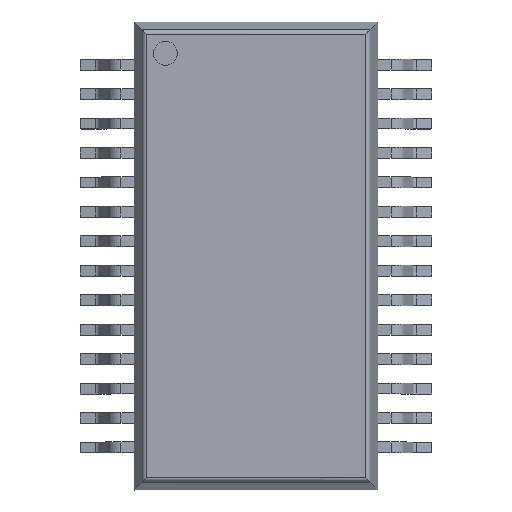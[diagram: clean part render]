
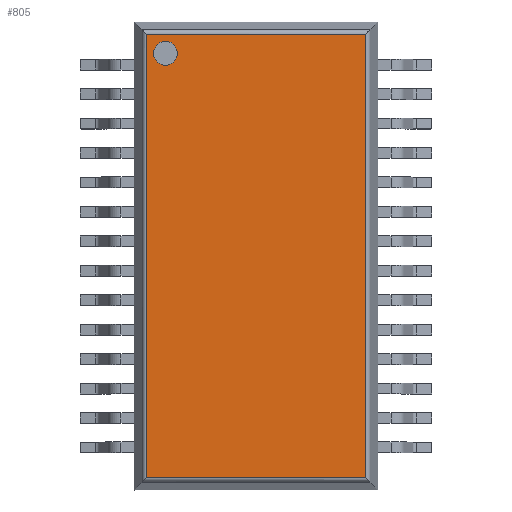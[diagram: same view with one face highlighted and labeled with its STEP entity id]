
A CAD part, top view. The second image highlights one B-rep face of the part: STEP entity #805.
In plain terms, the highlighted face is planar.
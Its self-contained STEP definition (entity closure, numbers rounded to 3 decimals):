
#805 = ADVANCED_FACE ( 'NONE', ( #5079, #4994 ), #16451, .F. ) ;
#923 = VERTEX_POINT ( 'NONE', #8038 ) ;
#939 = VERTEX_POINT ( 'NONE', #8049 ) ;
#956 = VERTEX_POINT ( 'NONE', #8062 ) ;
#984 = VERTEX_POINT ( 'NONE', #8082 ) ;
#1006 = VERTEX_POINT ( 'NONE', #8098 ) ;
#1024 = VERTEX_POINT ( 'NONE', #8112 ) ;
#3120 = VECTOR ( 'NONE', #6969, 1000. ) ;
#3153 = VECTOR ( 'NONE', #6975, 1000. ) ;
#3207 = AXIS2_PLACEMENT_3D ( 'NONE', #6927, #6937, #6938 ) ;
#3209 = VECTOR ( 'NONE', #6933, 1000. ) ;
#3238 = VECTOR ( 'NONE', #6919, 1000. ) ;
#4794 = EDGE_CURVE ( 'NONE', #923, #939, #6917, .T. ) ;
#4798 = EDGE_CURVE ( 'NONE', #956, #1006, #6931, .T. ) ;
#4800 = EDGE_CURVE ( 'NONE', #984, #1024, #18786, .T. ) ;
#4806 = EDGE_CURVE ( 'NONE', #1006, #923, #6967, .T. ) ;
#4808 = EDGE_CURVE ( 'NONE', #939, #956, #6973, .T. ) ;
#4840 = EDGE_CURVE ( 'NONE', #1024, #984, #18796, .T. ) ;
#4994 = FACE_OUTER_BOUND ( 'NONE', #15583, .T. ) ;
#5079 = FACE_BOUND ( 'NONE', #15576, .T. ) ;
#5173 = AXIS2_PLACEMENT_3D ( 'NONE', #16452, #16453, #16454 ) ;
#6917 = LINE ( 'NONE', #6918, #3238 ) ;
#6918 = CARTESIAN_POINT ( 'NONE',  ( -2.69, 2.15, 4.893 ) ) ;
#6919 = DIRECTION ( 'NONE',  ( -1., 0., 0. ) ) ;
#6927 = CARTESIAN_POINT ( 'NONE',  ( -1.999, 2.15, -4.474 ) ) ;
#6931 = LINE ( 'NONE', #6932, #3209 ) ;
#6932 = CARTESIAN_POINT ( 'NONE',  ( -2.69, 2.15, -4.893 ) ) ;
#6933 = DIRECTION ( 'NONE',  ( 1., 0., 0. ) ) ;
#6937 = DIRECTION ( 'NONE',  ( 0., 1., 0. ) ) ;
#6938 = DIRECTION ( 'NONE',  ( 0., 0., 1. ) ) ;
#6967 = LINE ( 'NONE', #6968, #3120 ) ;
#6968 = CARTESIAN_POINT ( 'NONE',  ( 2.418, 2.15, -5.165 ) ) ;
#6969 = DIRECTION ( 'NONE',  ( 0., 0., 1. ) ) ;
#6973 = LINE ( 'NONE', #6974, #3153 ) ;
#6974 = CARTESIAN_POINT ( 'NONE',  ( -2.418, 2.15, -5.165 ) ) ;
#6975 = DIRECTION ( 'NONE',  ( 0., 0., -1. ) ) ;
#7525 = AXIS2_PLACEMENT_3D ( 'NONE', #12598, #12599, #12600 ) ;
#8038 = CARTESIAN_POINT ( 'NONE',  ( 2.418, 2.15, 4.893 ) ) ;
#8049 = CARTESIAN_POINT ( 'NONE',  ( -2.418, 2.15, 4.893 ) ) ;
#8062 = CARTESIAN_POINT ( 'NONE',  ( -2.418, 2.15, -4.893 ) ) ;
#8082 = CARTESIAN_POINT ( 'NONE',  ( -1.999, 2.15, -4.21 ) ) ;
#8098 = CARTESIAN_POINT ( 'NONE',  ( 2.418, 2.15, -4.893 ) ) ;
#8112 = CARTESIAN_POINT ( 'NONE',  ( -1.999, 2.15, -4.737 ) ) ;
#9060 = ORIENTED_EDGE ( 'NONE', *, *, #4808, .F. ) ;
#9061 = ORIENTED_EDGE ( 'NONE', *, *, #4800, .F. ) ;
#9062 = ORIENTED_EDGE ( 'NONE', *, *, #4840, .F. ) ;
#9063 = ORIENTED_EDGE ( 'NONE', *, *, #4806, .F. ) ;
#9064 = ORIENTED_EDGE ( 'NONE', *, *, #4798, .F. ) ;
#9065 = ORIENTED_EDGE ( 'NONE', *, *, #4794, .F. ) ;
#12598 = CARTESIAN_POINT ( 'NONE',  ( -1.999, 2.15, -4.474 ) ) ;
#12599 = DIRECTION ( 'NONE',  ( 0., 1., 0. ) ) ;
#12600 = DIRECTION ( 'NONE',  ( 0., 0., 1. ) ) ;
#15576 = EDGE_LOOP ( 'NONE', ( #9061, #9062 ) ) ;
#15583 = EDGE_LOOP ( 'NONE', ( #9063, #9064, #9060, #9065 ) ) ;
#16451 = PLANE ( 'NONE',  #5173 ) ;
#16452 = CARTESIAN_POINT ( 'NONE',  ( -2.69, 2.15, -5.165 ) ) ;
#16453 = DIRECTION ( 'NONE',  ( 0., -1., 0. ) ) ;
#16454 = DIRECTION ( 'NONE',  ( 0., 0., -1. ) ) ;
#18786 = CIRCLE ( 'NONE', #3207, 0.264 ) ;
#18796 = CIRCLE ( 'NONE', #7525, 0.264 ) ;
